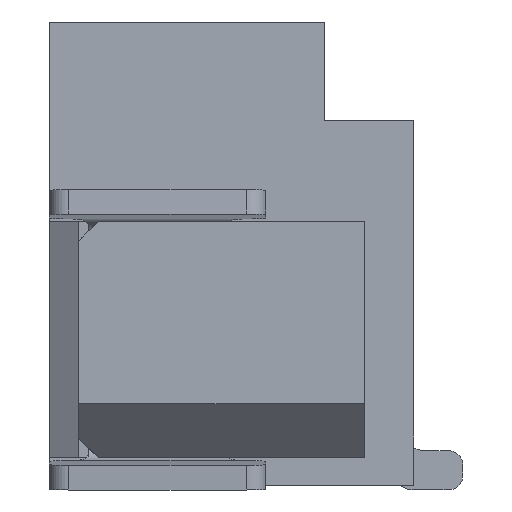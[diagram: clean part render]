
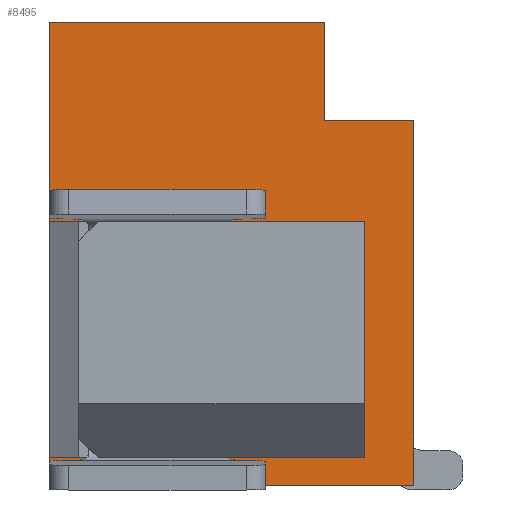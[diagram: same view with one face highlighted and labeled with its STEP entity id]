
A CAD part, left-side view. The second image highlights one B-rep face of the part: STEP entity #8495.
In plain terms, the highlighted planar face has unit normal (-1, 0, 0).
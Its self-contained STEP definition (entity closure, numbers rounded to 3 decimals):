
#82=DIRECTION('',(0.,-1.,0.));
#83=VECTOR('',#82,2.8);
#84=CARTESIAN_POINT('',(-8.375,1.85,0.));
#85=LINE('',#84,#83);
#1516=DIRECTION('',(0.,0.,-1.));
#1517=VECTOR('',#1516,2.025);
#1518=CARTESIAN_POINT('',(-8.375,1.85,0.));
#1519=LINE('',#1518,#1517);
#1524=DIRECTION('',(0.,0.,1.));
#1525=VECTOR('',#1524,0.275);
#1526=CARTESIAN_POINT('',(-8.375,1.85,-4.7));
#1527=LINE('',#1526,#1525);
#1548=DIRECTION('',(0.,-1.,0.));
#1549=VECTOR('',#1548,3.7);
#1550=CARTESIAN_POINT('',(-8.375,1.85,-4.7));
#1551=LINE('',#1550,#1549);
#1564=DIRECTION('',(0.,1.,0.));
#1565=VECTOR('',#1564,0.9);
#1566=CARTESIAN_POINT('',(-8.375,-1.85,-1.));
#1567=LINE('',#1566,#1565);
#1568=DIRECTION('',(0.,0.,-1.));
#1569=VECTOR('',#1568,3.7);
#1570=CARTESIAN_POINT('',(-8.375,-1.85,-1.));
#1571=LINE('',#1570,#1569);
#1572=DIRECTION('',(0.,-1.,0.));
#1573=VECTOR('',#1572,3.2);
#1574=CARTESIAN_POINT('',(-8.375,1.85,-4.425));
#1575=LINE('',#1574,#1573);
#1576=DIRECTION('',(0.,0.,-1.));
#1577=VECTOR('',#1576,1.);
#1578=CARTESIAN_POINT('',(-8.375,-0.95,0.));
#1579=LINE('',#1578,#1577);
#2711=DIRECTION('',(0.,-1.,0.));
#2712=VECTOR('',#2711,3.2);
#2713=CARTESIAN_POINT('',(-8.375,1.85,-2.025));
#2714=LINE('',#2713,#2712);
#2743=DIRECTION('',(0.,0.,-1.));
#2744=VECTOR('',#2743,2.4);
#2745=CARTESIAN_POINT('',(-8.375,-1.35,-2.025));
#2746=LINE('',#2745,#2744);
#5198=CARTESIAN_POINT('',(-8.375,-1.35,-2.025));
#5199=CARTESIAN_POINT('',(-8.375,-1.35,-4.425));
#5200=VERTEX_POINT('',#5198);
#5201=VERTEX_POINT('',#5199);
#5334=CARTESIAN_POINT('',(-8.375,1.85,-4.7));
#5335=CARTESIAN_POINT('',(-8.375,-1.85,-4.7));
#5336=VERTEX_POINT('',#5334);
#5337=VERTEX_POINT('',#5335);
#5354=CARTESIAN_POINT('',(-8.375,1.85,-4.425));
#5355=CARTESIAN_POINT('',(-8.375,1.85,-2.025));
#5356=VERTEX_POINT('',#5354);
#5357=VERTEX_POINT('',#5355);
#5364=CARTESIAN_POINT('',(-8.375,1.85,0.));
#5365=VERTEX_POINT('',#5364);
#5366=CARTESIAN_POINT('',(-8.375,-1.85,-1.));
#5368=VERTEX_POINT('',#5366);
#5378=CARTESIAN_POINT('',(-8.375,-0.95,-1.));
#5379=VERTEX_POINT('',#5378);
#5380=CARTESIAN_POINT('',(-8.375,-0.95,0.));
#5381=VERTEX_POINT('',#5380);
#8474=CARTESIAN_POINT('',(-8.375,1.85,0.));
#8475=DIRECTION('',(1.,0.,0.));
#8476=DIRECTION('',(0.,0.,-1.));
#8477=AXIS2_PLACEMENT_3D('',#8474,#8475,#8476);
#8478=PLANE('',#8477);
#8479=ORIENTED_EDGE('',*,*,#7121,.F.);
#8480=ORIENTED_EDGE('',*,*,#7204,.T.);
#8481=ORIENTED_EDGE('',*,*,#8465,.F.);
#8482=ORIENTED_EDGE('',*,*,#8438,.T.);
#8484=ORIENTED_EDGE('',*,*,#8483,.T.);
#8486=ORIENTED_EDGE('',*,*,#8485,.F.);
#8488=ORIENTED_EDGE('',*,*,#8487,.F.);
#8489=ORIENTED_EDGE('',*,*,#8434,.F.);
#8490=ORIENTED_EDGE('',*,*,#6835,.T.);
#8492=ORIENTED_EDGE('',*,*,#8491,.T.);
#8493=EDGE_LOOP('',(#8479,#8480,#8481,#8482,#8484,#8486,#8488,#8489,#8490,
#8492));
#8494=FACE_OUTER_BOUND('',#8493,.F.);
#6835=EDGE_CURVE('',#5365,#5381,#85,.T.);
#7121=EDGE_CURVE('',#5368,#5379,#1567,.T.);
#7204=EDGE_CURVE('',#5368,#5337,#1571,.T.);
#8434=EDGE_CURVE('',#5365,#5357,#1519,.T.);
#8438=EDGE_CURVE('',#5336,#5356,#1527,.T.);
#8465=EDGE_CURVE('',#5336,#5337,#1551,.T.);
#8483=EDGE_CURVE('',#5356,#5201,#1575,.T.);
#8485=EDGE_CURVE('',#5200,#5201,#2746,.T.);
#8487=EDGE_CURVE('',#5357,#5200,#2714,.T.);
#8491=EDGE_CURVE('',#5381,#5379,#1579,.T.);
#8495=ADVANCED_FACE('',(#8494),#8478,.F.);
